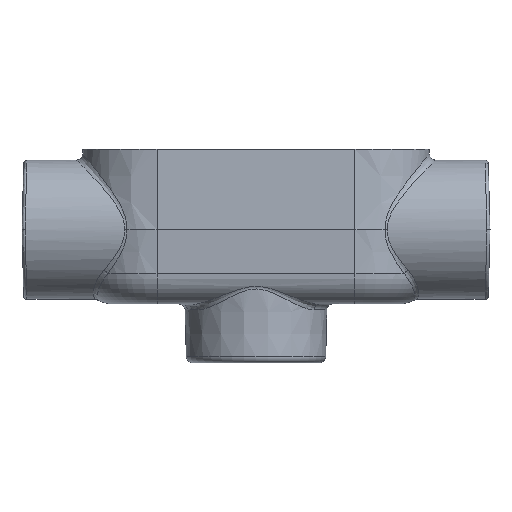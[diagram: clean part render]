
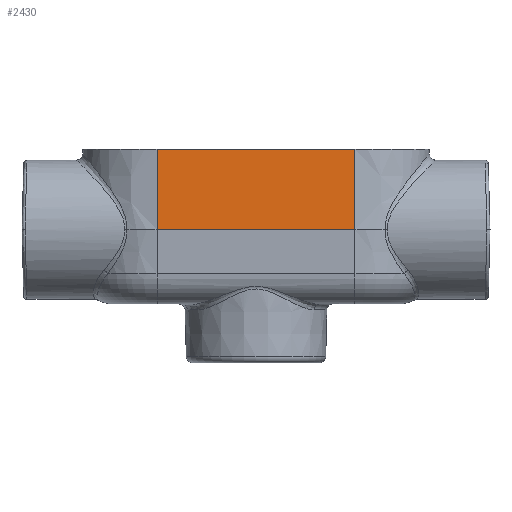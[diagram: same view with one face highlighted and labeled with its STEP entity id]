
A CAD part, front view. The second image highlights one B-rep face of the part: STEP entity #2430.
In plain terms, the highlighted planar face has unit normal (0, -1, 0.026).
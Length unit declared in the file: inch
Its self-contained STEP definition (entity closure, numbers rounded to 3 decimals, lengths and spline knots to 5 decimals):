
#62=PLANE('',#2671);
#188=FACE_OUTER_BOUND('',#332,.T.);
#332=EDGE_LOOP('',(#1803,#1804,#1805,#1806));
#555=LINE('',#4845,#672);
#557=LINE('',#5674,#674);
#558=LINE('',#6002,#675);
#560=LINE('',#6007,#677);
#672=VECTOR('',#3118,4.);
#674=VECTOR('',#3156,1.62556);
#675=VECTOR('',#3159,1.62556);
#677=VECTOR('',#3165,4.);
#1038=VERTEX_POINT('',#4319);
#1040=VERTEX_POINT('',#4511);
#1054=VERTEX_POINT('',#5672);
#1055=VERTEX_POINT('',#6001);
#1316=EDGE_CURVE('',#1038,#1040,#555,.F.);
#1334=EDGE_CURVE('',#1054,#1038,#557,.T.);
#1336=EDGE_CURVE('',#1055,#1040,#558,.T.);
#1339=EDGE_CURVE('',#1054,#1055,#560,.T.);
#1803=ORIENTED_EDGE('',*,*,#1334,.F.);
#1804=ORIENTED_EDGE('',*,*,#1339,.T.);
#1805=ORIENTED_EDGE('',*,*,#1336,.T.);
#1806=ORIENTED_EDGE('',*,*,#1316,.F.);
#2430=ADVANCED_FACE('',(#188),#62,.T.);
#2671=AXIS2_PLACEMENT_3D('',#6006,#3163,#3164);
#3118=DIRECTION('',(1.,0.,0.));
#3156=DIRECTION('',(0.,-0.026,-1.));
#3159=DIRECTION('',(0.,-0.026,-1.));
#3163=DIRECTION('center_axis',(0.,-1.,
0.026));
#3164=DIRECTION('ref_axis',(0.,-0.026,-1.));
#3165=DIRECTION('',(-1.,0.,0.));
#4319=CARTESIAN_POINT('',(2.,-1.54255,0.));
#4511=CARTESIAN_POINT('',(-2.,-1.54255,0.));
#4845=CARTESIAN_POINT('',(-2.,-1.54255,0.));
#5672=CARTESIAN_POINT('',(2.,-1.5,1.625));
#5674=CARTESIAN_POINT('',(2.,-1.5,1.625));
#6001=CARTESIAN_POINT('',(-2.,-1.5,1.625));
#6002=CARTESIAN_POINT('',(-2.,-1.5,1.625));
#6006=CARTESIAN_POINT('Origin',(2.,-1.54255,0.));
#6007=CARTESIAN_POINT('',(2.,-1.5,1.625));
